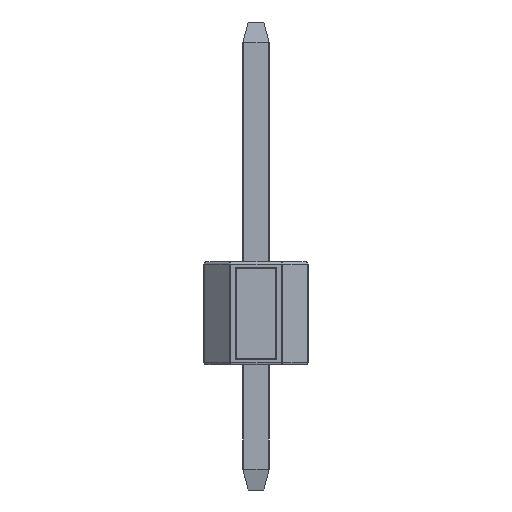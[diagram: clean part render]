
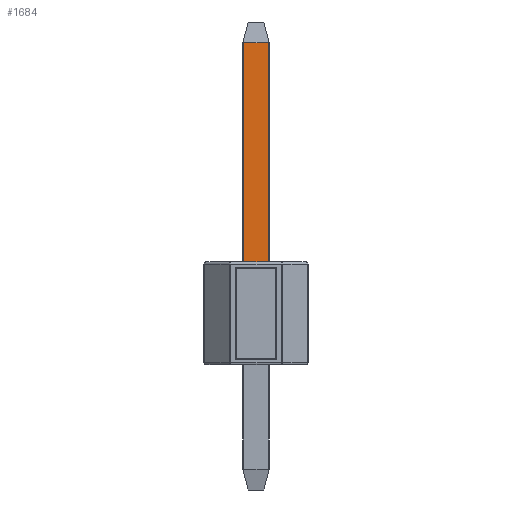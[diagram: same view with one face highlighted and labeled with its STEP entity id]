
A CAD part, left-side view. The second image highlights one B-rep face of the part: STEP entity #1684.
In plain terms, the highlighted planar face has unit normal (-1, 0, 0).
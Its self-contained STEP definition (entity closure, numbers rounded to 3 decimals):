
#335=FACE_OUTER_BOUND('',#429,.T.);
#429=EDGE_LOOP('',(#1374,#1375,#1376,#1377));
#538=LINE('',#2773,#678);
#561=LINE('',#2821,#701);
#562=LINE('',#2823,#702);
#563=LINE('',#2824,#703);
#678=VECTOR('',#2275,10.);
#701=VECTOR('',#2326,10.);
#702=VECTOR('',#2327,10.);
#703=VECTOR('',#2328,10.);
#742=VERTEX_POINT('',#2514);
#745=VERTEX_POINT('',#2521);
#824=VERTEX_POINT('',#2820);
#825=VERTEX_POINT('',#2822);
#994=EDGE_CURVE('',#745,#742,#538,.T.);
#1017=EDGE_CURVE('',#824,#742,#561,.T.);
#1018=EDGE_CURVE('',#825,#824,#562,.T.);
#1019=EDGE_CURVE('',#745,#825,#563,.T.);
#1374=ORIENTED_EDGE('',*,*,#994,.T.);
#1375=ORIENTED_EDGE('',*,*,#1017,.F.);
#1376=ORIENTED_EDGE('',*,*,#1018,.F.);
#1377=ORIENTED_EDGE('',*,*,#1019,.F.);
#1507=PLANE('',#1884);
#1684=ADVANCED_FACE('',(#335),#1507,.T.);
#1884=AXIS2_PLACEMENT_3D('',#2819,#2324,#2325);
#2275=DIRECTION('',(0.,-1.,0.));
#2324=DIRECTION('center_axis',(-1.,0.,0.));
#2325=DIRECTION('ref_axis',(0.,0.,1.));
#2326=DIRECTION('',(0.,0.,-1.));
#2327=DIRECTION('',(0.,-1.,0.));
#2328=DIRECTION('',(0.,0.,1.));
#2514=CARTESIAN_POINT('',(-0.32,-0.297,2.5));
#2521=CARTESIAN_POINT('',(-0.32,0.292,2.5));
#2773=CARTESIAN_POINT('',(-0.32,-0.003,2.5));
#2819=CARTESIAN_POINT('Origin',(-0.32,-0.003,2.645));
#2820=CARTESIAN_POINT('',(-0.32,-0.297,7.832));
#2821=CARTESIAN_POINT('',(-0.32,-0.297,5.493));
#2822=CARTESIAN_POINT('',(-0.32,0.292,7.832));
#2823=CARTESIAN_POINT('',(-0.32,0.158,7.832));
#2824=CARTESIAN_POINT('',(-0.32,0.292,-0.202));
